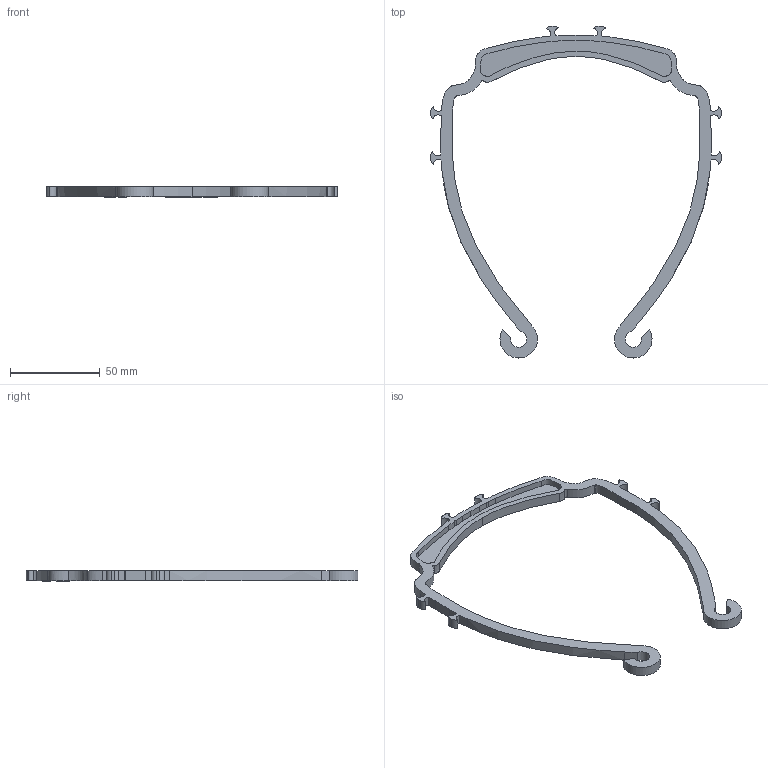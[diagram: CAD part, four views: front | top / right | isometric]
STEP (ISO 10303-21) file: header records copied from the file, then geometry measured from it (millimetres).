
FILE_DESCRIPTION(/* description */ (''),/* implementation_level */ '2;1');
FILE_NAME(/* name */ 'version 6 v6.step',/* time_stamp */ '2020-04-09T07:43:14-05:00',/* author */ (''),/* organization */ (''),/* preprocessor_version */ 'ST-DEVELOPER v18',/* originating_system */ 'Autodesk Translation Framework v8.12.0.6',/* authorisation */ '');
FILE_SCHEMA (('AUTOMOTIVE_DESIGN { 1 0 10303 214 3 1 1 }'));
Length unit declared in the file: millimetre
Products named in the file (1): version 6
Bounding box: 162.08 x 184.79 x 6.09 mm (x, y, z)
Volume: 20809.2 mm3; surface area: 15894.1 mm2
Topology: 1 solids, 1 shells, 427 faces, 1207 edges, 805 vertices
Faces by surface type: plane 219, bspline 171, cylinder 37
Entity records: 16136 total; most frequent: CARTESIAN_POINT 6330, ORIENTED_EDGE 2414, DIRECTION 1444, EDGE_CURVE 1207, VERTEX_POINT 805, LINE 782, VECTOR 782, EDGE_LOOP 450
